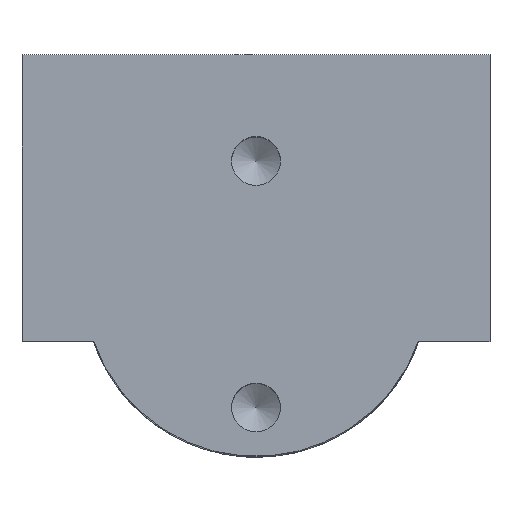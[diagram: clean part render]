
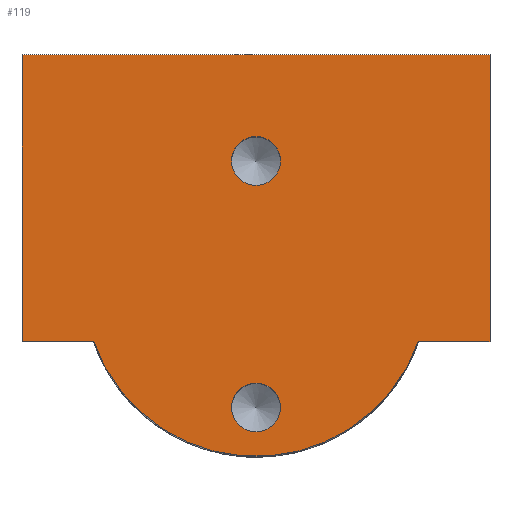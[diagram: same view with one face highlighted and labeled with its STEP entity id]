
A CAD part, top view. The second image highlights one B-rep face of the part: STEP entity #119.
In plain terms, the highlighted planar face has unit normal (0, 0, 1).
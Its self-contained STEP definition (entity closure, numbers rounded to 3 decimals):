
#22 = VERTEX_POINT('',#23);
#23 = CARTESIAN_POINT('',(-16.314,-20.,-6.));
#40 = VERTEX_POINT('',#41);
#41 = CARTESIAN_POINT('',(-16.314,0.,-6.));
#47 = EDGE_CURVE('',#22,#40,#48,.T.);
#48 = LINE('',#49,#50);
#49 = CARTESIAN_POINT('',(-16.314,-20.,-6.));
#50 = VECTOR('',#51,1.);
#51 = DIRECTION('',(0.,1.,0.));
#62 = VERTEX_POINT('',#63);
#63 = CARTESIAN_POINT('',(-11.314,-20.,-6.));
#78 = EDGE_CURVE('',#62,#22,#79,.T.);
#79 = LINE('',#80,#81);
#80 = CARTESIAN_POINT('',(-11.314,-20.,-6.));
#81 = VECTOR('',#82,1.);
#82 = DIRECTION('',(-1.,0.,0.));
#93 = EDGE_CURVE('',#94,#40,#96,.T.);
#94 = VERTEX_POINT('',#95);
#95 = CARTESIAN_POINT('',(16.314,0.,-6.));
#96 = LINE('',#97,#98);
#97 = CARTESIAN_POINT('',(39.463,0.,-6.));
#98 = VECTOR('',#99,1.);
#99 = DIRECTION('',(-1.,0.,0.));
#119 = ADVANCED_FACE('',(#120,#148,#159),#170,.F.);
#120 = FACE_BOUND('',#121,.F.);
#121 = EDGE_LOOP('',(#122,#123,#124,#125,#133,#141));
#122 = ORIENTED_EDGE('',*,*,#78,.T.);
#123 = ORIENTED_EDGE('',*,*,#47,.T.);
#124 = ORIENTED_EDGE('',*,*,#93,.F.);
#125 = ORIENTED_EDGE('',*,*,#126,.T.);
#126 = EDGE_CURVE('',#94,#127,#129,.T.);
#127 = VERTEX_POINT('',#128);
#128 = CARTESIAN_POINT('',(16.314,-20.,-6.));
#129 = LINE('',#130,#131);
#130 = CARTESIAN_POINT('',(16.314,0.,-6.));
#131 = VECTOR('',#132,1.);
#132 = DIRECTION('',(0.,-1.,0.));
#133 = ORIENTED_EDGE('',*,*,#134,.T.);
#134 = EDGE_CURVE('',#127,#135,#137,.T.);
#135 = VERTEX_POINT('',#136);
#136 = CARTESIAN_POINT('',(11.314,-20.,-6.));
#137 = LINE('',#138,#139);
#138 = CARTESIAN_POINT('',(16.314,-20.,-6.));
#139 = VECTOR('',#140,1.);
#140 = DIRECTION('',(-1.,0.,0.));
#141 = ORIENTED_EDGE('',*,*,#142,.T.);
#142 = EDGE_CURVE('',#135,#62,#143,.T.);
#143 = CIRCLE('',#144,12.);
#144 = AXIS2_PLACEMENT_3D('',#145,#146,#147);
#145 = CARTESIAN_POINT('',(0.,-16.,-6.));
#146 = DIRECTION('',(0.,0.,-1.));
#147 = DIRECTION('',(1.,0.,0.));
#148 = FACE_BOUND('',#149,.F.);
#149 = EDGE_LOOP('',(#150));
#150 = ORIENTED_EDGE('',*,*,#151,.F.);
#151 = EDGE_CURVE('',#152,#152,#154,.T.);
#152 = VERTEX_POINT('',#153);
#153 = CARTESIAN_POINT('',(1.7,-24.592,-6.));
#154 = CIRCLE('',#155,1.7);
#155 = AXIS2_PLACEMENT_3D('',#156,#157,#158);
#156 = CARTESIAN_POINT('',(0.,-24.592,-6.));
#157 = DIRECTION('',(0.,0.,-1.));
#158 = DIRECTION('',(1.,0.,0.));
#159 = FACE_BOUND('',#160,.F.);
#160 = EDGE_LOOP('',(#161));
#161 = ORIENTED_EDGE('',*,*,#162,.F.);
#162 = EDGE_CURVE('',#163,#163,#165,.T.);
#163 = VERTEX_POINT('',#164);
#164 = CARTESIAN_POINT('',(1.7,-7.408,-6.));
#165 = CIRCLE('',#166,1.7);
#166 = AXIS2_PLACEMENT_3D('',#167,#168,#169);
#167 = CARTESIAN_POINT('',(0.,-7.408,-6.));
#168 = DIRECTION('',(0.,0.,-1.));
#169 = DIRECTION('',(1.,0.,0.));
#170 = PLANE('',#171);
#171 = AXIS2_PLACEMENT_3D('',#172,#173,#174);
#172 = CARTESIAN_POINT('',(78.927,5.,-6.));
#173 = DIRECTION('',(-0.,0.,-1.));
#174 = DIRECTION('',(-1.,0.,0.));
